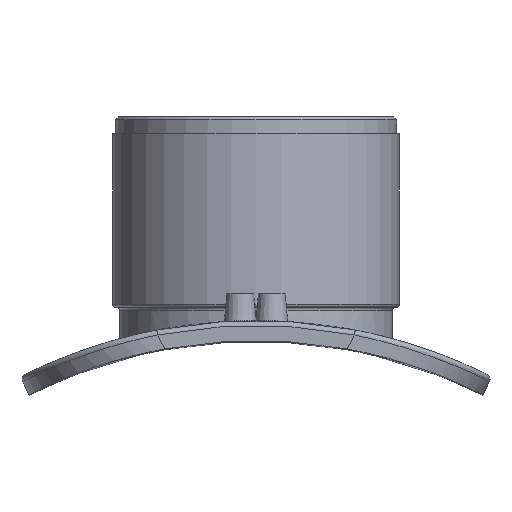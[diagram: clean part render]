
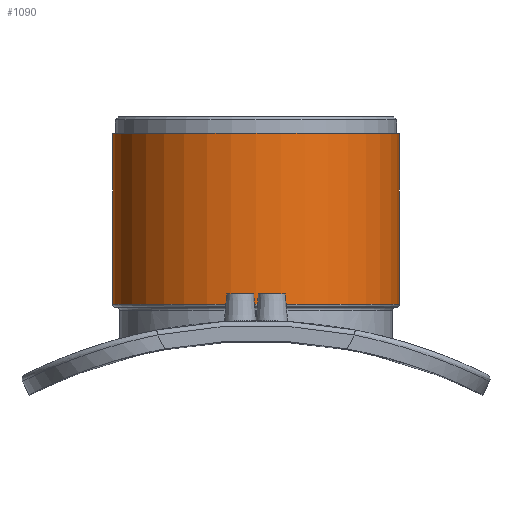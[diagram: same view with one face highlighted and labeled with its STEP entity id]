
A CAD part, top view. The second image highlights one B-rep face of the part: STEP entity #1090.
In plain terms, the highlighted cylindrical face has radius 80 mm (diameter 160 mm), a full revolution.
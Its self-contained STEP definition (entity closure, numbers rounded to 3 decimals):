
#51=FACE_BOUND('',#350,.T.);
#113=CIRCLE('',#1208,80.);
#115=CIRCLE('',#1212,80.);
#193=CYLINDRICAL_SURFACE('',#1211,80.);
#260=FACE_OUTER_BOUND('',#349,.T.);
#349=EDGE_LOOP('',(#963));
#350=EDGE_LOOP('',(#964));
#550=VERTEX_POINT('',#2709);
#552=VERTEX_POINT('',#2715);
#698=EDGE_CURVE('',#550,#550,#113,.T.);
#700=EDGE_CURVE('',#552,#552,#115,.T.);
#963=ORIENTED_EDGE('',*,*,#700,.F.);
#964=ORIENTED_EDGE('',*,*,#698,.F.);
#1090=ADVANCED_FACE('',(#260,#51),#193,.T.);
#1208=AXIS2_PLACEMENT_3D('',#2710,#1484,#1485);
#1211=AXIS2_PLACEMENT_3D('',#2714,#1490,#1491);
#1212=AXIS2_PLACEMENT_3D('',#2716,#1492,#1493);
#1484=DIRECTION('center_axis',(0.,-1.,0.));
#1485=DIRECTION('ref_axis',(0.,0.,-1.));
#1490=DIRECTION('center_axis',(0.,1.,0.));
#1491=DIRECTION('ref_axis',(0.,0.,1.));
#1492=DIRECTION('center_axis',(0.,1.,0.));
#1493=DIRECTION('ref_axis',(1.,0.,0.));
#2709=CARTESIAN_POINT('',(0.,300.35,80.));
#2710=CARTESIAN_POINT('Origin',(0.,300.35,0.));
#2714=CARTESIAN_POINT('Origin',(0.,347.188,0.));
#2715=CARTESIAN_POINT('',(0.,395.625,80.));
#2716=CARTESIAN_POINT('Origin',(0.,395.625,0.));
